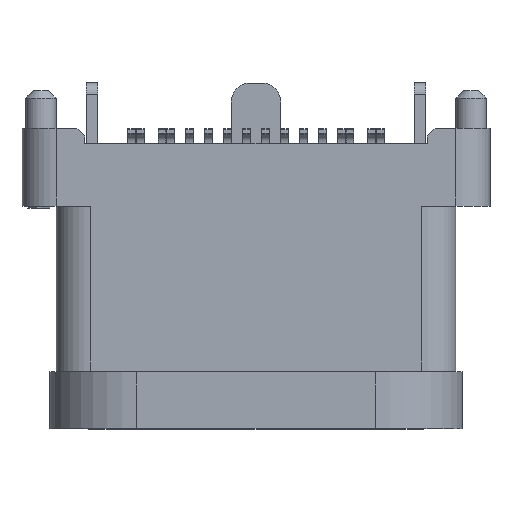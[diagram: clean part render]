
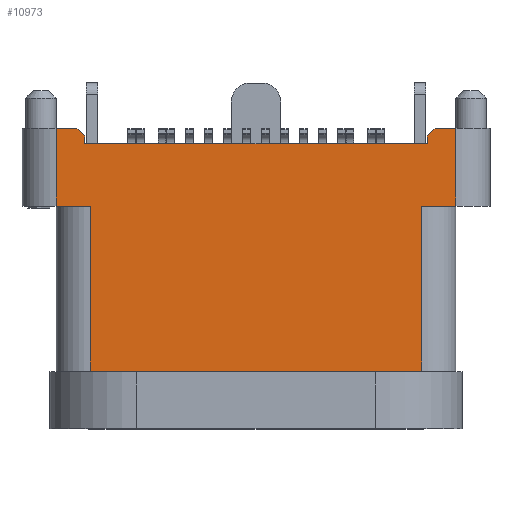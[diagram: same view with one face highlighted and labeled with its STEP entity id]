
A CAD part, top view. The second image highlights one B-rep face of the part: STEP entity #10973.
In plain terms, the highlighted planar face has unit normal (0, 0, 1).
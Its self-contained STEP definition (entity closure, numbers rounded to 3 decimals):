
#883=DIRECTION('',(1.,0.,0.));
#884=VECTOR('',#883,8.74);
#885=CARTESIAN_POINT('',(-4.37,0.65,2.38));
#886=LINE('',#885,#884);
#923=DIRECTION('',(0.,1.,0.));
#924=VECTOR('',#923,4.35);
#925=CARTESIAN_POINT('',(4.37,0.65,2.38));
#926=LINE('',#925,#924);
#931=DIRECTION('',(1.,0.,0.));
#932=VECTOR('',#931,0.55);
#933=CARTESIAN_POINT('',(-5.27,7.05,2.38));
#934=LINE('',#933,#932);
#935=DIRECTION('',(0.707,-0.707,0.));
#936=VECTOR('',#935,0.283);
#937=CARTESIAN_POINT('',(-4.72,7.05,2.38));
#938=LINE('',#937,#936);
#939=DIRECTION('',(0.,-1.,0.));
#940=VECTOR('',#939,0.2);
#941=CARTESIAN_POINT('',(-4.52,6.85,2.38));
#942=LINE('',#941,#940);
#943=DIRECTION('',(0.707,0.707,0.));
#944=VECTOR('',#943,0.283);
#945=CARTESIAN_POINT('',(4.52,6.85,2.38));
#946=LINE('',#945,#944);
#947=DIRECTION('',(1.,0.,0.));
#948=VECTOR('',#947,0.55);
#949=CARTESIAN_POINT('',(4.72,7.05,2.38));
#950=LINE('',#949,#948);
#955=DIRECTION('',(0.,-1.,0.));
#956=VECTOR('',#955,4.35);
#957=CARTESIAN_POINT('',(-4.37,5.,2.38));
#958=LINE('',#957,#956);
#1026=DIRECTION('',(1.,0.,0.));
#1027=VECTOR('',#1026,0.9);
#1028=CARTESIAN_POINT('',(4.37,5.,2.38));
#1029=LINE('',#1028,#1027);
#1084=DIRECTION('',(0.,1.,0.));
#1085=VECTOR('',#1084,2.05);
#1086=CARTESIAN_POINT('',(5.27,5.,2.38));
#1087=LINE('',#1086,#1085);
#1112=DIRECTION('',(0.,-1.,0.));
#1113=VECTOR('',#1112,0.2);
#1114=CARTESIAN_POINT('',(4.52,6.85,2.38));
#1115=LINE('',#1114,#1113);
#1164=DIRECTION('',(-1.,0.,0.));
#1165=VECTOR('',#1164,9.04);
#1166=CARTESIAN_POINT('',(4.52,6.65,2.38));
#1167=LINE('',#1166,#1165);
#1213=DIRECTION('',(0.,-1.,0.));
#1214=VECTOR('',#1213,2.05);
#1215=CARTESIAN_POINT('',(-5.27,7.05,2.38));
#1216=LINE('',#1215,#1214);
#1222=DIRECTION('',(1.,0.,0.));
#1223=VECTOR('',#1222,0.9);
#1224=CARTESIAN_POINT('',(-5.27,5.,2.38));
#1225=LINE('',#1224,#1223);
#7834=CARTESIAN_POINT('',(-4.52,6.65,2.38));
#7835=VERTEX_POINT('',#7834);
#7836=CARTESIAN_POINT('',(-4.52,6.85,2.38));
#7837=VERTEX_POINT('',#7836);
#7890=CARTESIAN_POINT('',(4.52,6.85,2.38));
#7891=VERTEX_POINT('',#7890);
#7892=CARTESIAN_POINT('',(4.52,6.65,2.38));
#7893=VERTEX_POINT('',#7892);
#7958=CARTESIAN_POINT('',(4.37,0.65,2.38));
#7960=VERTEX_POINT('',#7958);
#7972=CARTESIAN_POINT('',(-4.37,0.65,2.38));
#7973=VERTEX_POINT('',#7972);
#7974=CARTESIAN_POINT('',(4.37,5.,2.38));
#7975=VERTEX_POINT('',#7974);
#7978=CARTESIAN_POINT('',(-4.37,5.,2.38));
#7979=VERTEX_POINT('',#7978);
#7980=CARTESIAN_POINT('',(-5.27,5.,2.38));
#7981=VERTEX_POINT('',#7980);
#7982=CARTESIAN_POINT('',(-5.27,7.05,2.38));
#7983=VERTEX_POINT('',#7982);
#7984=CARTESIAN_POINT('',(-4.72,7.05,2.38));
#7985=VERTEX_POINT('',#7984);
#7986=CARTESIAN_POINT('',(4.72,7.05,2.38));
#7987=VERTEX_POINT('',#7986);
#7988=CARTESIAN_POINT('',(5.27,7.05,2.38));
#7989=VERTEX_POINT('',#7988);
#7990=CARTESIAN_POINT('',(5.27,5.,2.38));
#7991=VERTEX_POINT('',#7990);
#10940=CARTESIAN_POINT('',(-4.97,0.,2.38));
#10941=DIRECTION('',(0.,0.,1.));
#10942=DIRECTION('',(1.,0.,0.));
#10943=AXIS2_PLACEMENT_3D('',#10940,#10941,#10942);
#10944=PLANE('',#10943);
#10945=ORIENTED_EDGE('',*,*,#10931,.F.);
#10946=ORIENTED_EDGE('',*,*,#10910,.F.);
#10948=ORIENTED_EDGE('',*,*,#10947,.F.);
#10950=ORIENTED_EDGE('',*,*,#10949,.F.);
#10952=ORIENTED_EDGE('',*,*,#10951,.F.);
#10954=ORIENTED_EDGE('',*,*,#10953,.T.);
#10956=ORIENTED_EDGE('',*,*,#10955,.T.);
#10958=ORIENTED_EDGE('',*,*,#10957,.T.);
#10960=ORIENTED_EDGE('',*,*,#10959,.F.);
#10962=ORIENTED_EDGE('',*,*,#10961,.F.);
#10964=ORIENTED_EDGE('',*,*,#10963,.T.);
#10966=ORIENTED_EDGE('',*,*,#10965,.T.);
#10968=ORIENTED_EDGE('',*,*,#10967,.F.);
#10970=ORIENTED_EDGE('',*,*,#10969,.F.);
#10971=EDGE_LOOP('',(#10945,#10946,#10948,#10950,#10952,#10954,#10956,#10958,
#10960,#10962,#10964,#10966,#10968,#10970));
#10972=FACE_OUTER_BOUND('',#10971,.F.);
#10973=ADVANCED_FACE('',(#10972),#10944,.T.);
#10910=EDGE_CURVE('',#7973,#7960,#886,.T.);
#10931=EDGE_CURVE('',#7960,#7975,#926,.T.);
#10947=EDGE_CURVE('',#7979,#7973,#958,.T.);
#10949=EDGE_CURVE('',#7981,#7979,#1225,.T.);
#10951=EDGE_CURVE('',#7983,#7981,#1216,.T.);
#10953=EDGE_CURVE('',#7983,#7985,#934,.T.);
#10955=EDGE_CURVE('',#7985,#7837,#938,.T.);
#10957=EDGE_CURVE('',#7837,#7835,#942,.T.);
#10959=EDGE_CURVE('',#7893,#7835,#1167,.T.);
#10961=EDGE_CURVE('',#7891,#7893,#1115,.T.);
#10963=EDGE_CURVE('',#7891,#7987,#946,.T.);
#10965=EDGE_CURVE('',#7987,#7989,#950,.T.);
#10967=EDGE_CURVE('',#7991,#7989,#1087,.T.);
#10969=EDGE_CURVE('',#7975,#7991,#1029,.T.);
